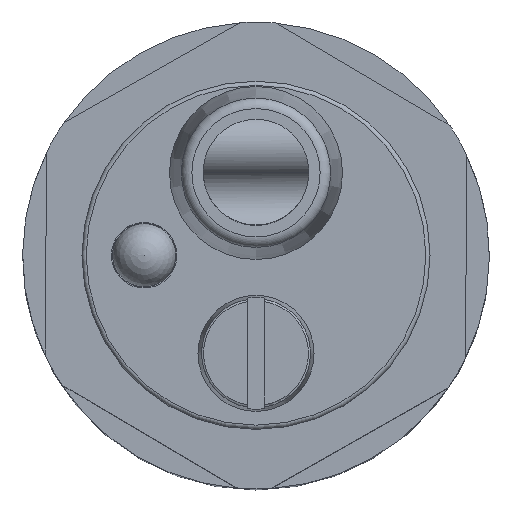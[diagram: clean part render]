
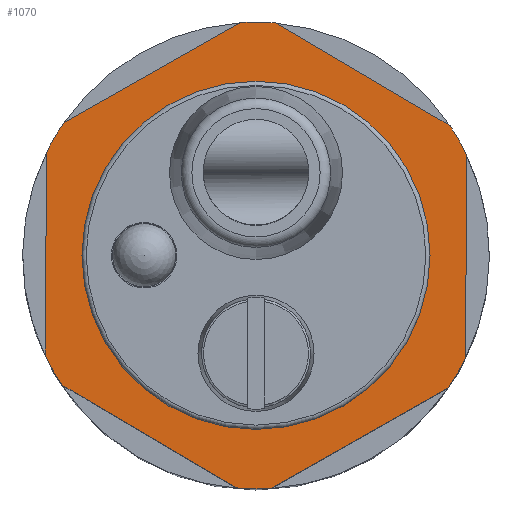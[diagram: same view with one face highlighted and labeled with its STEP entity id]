
A CAD part, top view. The second image highlights one B-rep face of the part: STEP entity #1070.
In plain terms, the highlighted planar face has unit normal (0, 0, 1).
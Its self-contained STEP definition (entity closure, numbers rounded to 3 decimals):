
#19=FACE_BOUND('',#166,.T.);
#101=FACE_OUTER_BOUND('',#165,.T.);
#165=EDGE_LOOP('',(#790,#791,#792,#793,#794,#795,#796,#797,#798,#799,#800,
#801,#802));
#166=EDGE_LOOP('',(#803));
#244=LINE('',#1797,#306);
#245=LINE('',#1798,#307);
#246=LINE('',#1799,#308);
#247=LINE('',#1800,#309);
#248=LINE('',#1801,#310);
#249=LINE('',#1802,#311);
#306=VECTOR('',#1429,10.);
#307=VECTOR('',#1430,10.);
#308=VECTOR('',#1431,10.);
#309=VECTOR('',#1432,10.);
#310=VECTOR('',#1433,10.);
#311=VECTOR('',#1434,10.);
#353=CIRCLE('',#1170,11.06);
#355=CIRCLE('',#1172,11.06);
#357=CIRCLE('',#1174,11.06);
#359=CIRCLE('',#1176,11.06);
#361=CIRCLE('',#1178,11.06);
#363=CIRCLE('',#1180,11.06);
#365=CIRCLE('',#1182,11.06);
#372=CIRCLE('',#1194,8.25);
#430=VERTEX_POINT('',#1726);
#431=VERTEX_POINT('',#1728);
#434=VERTEX_POINT('',#1734);
#435=VERTEX_POINT('',#1736);
#438=VERTEX_POINT('',#1742);
#439=VERTEX_POINT('',#1744);
#442=VERTEX_POINT('',#1750);
#443=VERTEX_POINT('',#1752);
#446=VERTEX_POINT('',#1758);
#447=VERTEX_POINT('',#1760);
#450=VERTEX_POINT('',#1766);
#451=VERTEX_POINT('',#1768);
#454=VERTEX_POINT('',#1774);
#461=VERTEX_POINT('',#1803);
#548=EDGE_CURVE('',#430,#431,#353,.T.);
#552=EDGE_CURVE('',#434,#435,#355,.T.);
#556=EDGE_CURVE('',#438,#439,#357,.T.);
#560=EDGE_CURVE('',#442,#443,#359,.T.);
#564=EDGE_CURVE('',#446,#447,#361,.T.);
#568=EDGE_CURVE('',#450,#451,#363,.T.);
#572=EDGE_CURVE('',#454,#430,#365,.T.);
#582=EDGE_CURVE('',#434,#431,#244,.T.);
#583=EDGE_CURVE('',#454,#451,#245,.T.);
#584=EDGE_CURVE('',#450,#447,#246,.T.);
#585=EDGE_CURVE('',#446,#443,#247,.T.);
#586=EDGE_CURVE('',#442,#439,#248,.T.);
#587=EDGE_CURVE('',#438,#435,#249,.T.);
#588=EDGE_CURVE('',#461,#461,#372,.T.);
#790=ORIENTED_EDGE('',*,*,#582,.T.);
#791=ORIENTED_EDGE('',*,*,#548,.F.);
#792=ORIENTED_EDGE('',*,*,#572,.F.);
#793=ORIENTED_EDGE('',*,*,#583,.T.);
#794=ORIENTED_EDGE('',*,*,#568,.F.);
#795=ORIENTED_EDGE('',*,*,#584,.T.);
#796=ORIENTED_EDGE('',*,*,#564,.F.);
#797=ORIENTED_EDGE('',*,*,#585,.T.);
#798=ORIENTED_EDGE('',*,*,#560,.F.);
#799=ORIENTED_EDGE('',*,*,#586,.T.);
#800=ORIENTED_EDGE('',*,*,#556,.F.);
#801=ORIENTED_EDGE('',*,*,#587,.T.);
#802=ORIENTED_EDGE('',*,*,#552,.F.);
#803=ORIENTED_EDGE('',*,*,#588,.T.);
#959=PLANE('',#1193);
#1070=ADVANCED_FACE('',(#101,#19),#959,.T.);
#1170=AXIS2_PLACEMENT_3D('',#1729,#1366,#1367);
#1172=AXIS2_PLACEMENT_3D('',#1737,#1372,#1373);
#1174=AXIS2_PLACEMENT_3D('',#1745,#1378,#1379);
#1176=AXIS2_PLACEMENT_3D('',#1753,#1384,#1385);
#1178=AXIS2_PLACEMENT_3D('',#1761,#1390,#1391);
#1180=AXIS2_PLACEMENT_3D('',#1769,#1396,#1397);
#1182=AXIS2_PLACEMENT_3D('',#1776,#1402,#1403);
#1193=AXIS2_PLACEMENT_3D('',#1796,#1427,#1428);
#1194=AXIS2_PLACEMENT_3D('',#1804,#1435,#1436);
#1366=DIRECTION('center_axis',(0.,0.,-1.));
#1367=DIRECTION('ref_axis',(1.,0.,0.));
#1372=DIRECTION('center_axis',(0.,0.,-1.));
#1373=DIRECTION('ref_axis',(1.,0.,0.));
#1378=DIRECTION('center_axis',(0.,0.,-1.));
#1379=DIRECTION('ref_axis',(1.,0.,0.));
#1384=DIRECTION('center_axis',(0.,0.,-1.));
#1385=DIRECTION('ref_axis',(1.,0.,0.));
#1390=DIRECTION('center_axis',(0.,0.,-1.));
#1391=DIRECTION('ref_axis',(1.,0.,0.));
#1396=DIRECTION('center_axis',(0.,0.,-1.));
#1397=DIRECTION('ref_axis',(1.,0.,0.));
#1402=DIRECTION('center_axis',(0.,0.,-1.));
#1403=DIRECTION('ref_axis',(1.,0.,0.));
#1427=DIRECTION('center_axis',(0.,0.,1.));
#1428=DIRECTION('ref_axis',(1.,0.,0.));
#1429=DIRECTION('',(0.862,-0.507,0.));
#1430=DIRECTION('',(0.87,0.493,0.));
#1431=DIRECTION('',(0.008,1.,0.));
#1432=DIRECTION('',(-0.862,0.507,0.));
#1433=DIRECTION('',(-0.87,-0.493,0.));
#1434=DIRECTION('',(-0.008,-1.,0.));
#1435=DIRECTION('center_axis',(0.,0.,-1.));
#1436=DIRECTION('ref_axis',(0.,-1.,0.));
#1726=CARTESIAN_POINT('',(0.,-11.06,61.5));
#1728=CARTESIAN_POINT('',(-0.908,-11.023,61.5));
#1729=CARTESIAN_POINT('Origin',(0.,0.,61.5));
#1734=CARTESIAN_POINT('',(-9.196,-6.144,61.5));
#1736=CARTESIAN_POINT('',(-10.,-4.725,61.5));
#1737=CARTESIAN_POINT('Origin',(0.,0.,61.5));
#1742=CARTESIAN_POINT('',(-9.919,4.892,61.5));
#1744=CARTESIAN_POINT('',(-9.092,6.298,61.5));
#1745=CARTESIAN_POINT('Origin',(0.,0.,61.5));
#1750=CARTESIAN_POINT('',(-0.723,11.036,61.5));
#1752=CARTESIAN_POINT('',(0.908,11.023,61.5));
#1753=CARTESIAN_POINT('Origin',(0.,0.,61.5));
#1758=CARTESIAN_POINT('',(9.196,6.144,61.5));
#1760=CARTESIAN_POINT('',(10.,4.725,61.5));
#1761=CARTESIAN_POINT('Origin',(0.,0.,61.5));
#1766=CARTESIAN_POINT('',(9.919,-4.892,61.5));
#1768=CARTESIAN_POINT('',(9.092,-6.298,61.5));
#1769=CARTESIAN_POINT('Origin',(0.,0.,61.5));
#1774=CARTESIAN_POINT('',(0.723,-11.036,61.5));
#1776=CARTESIAN_POINT('Origin',(0.,0.,61.5));
#1796=CARTESIAN_POINT('Origin',(0.,11.06,61.5));
#1797=CARTESIAN_POINT('',(-9.542,-5.941,61.5));
#1798=CARTESIAN_POINT('',(5.186,-8.509,61.5));
#1799=CARTESIAN_POINT('',(9.986,3.042,61.5));
#1800=CARTESIAN_POINT('',(4.707,8.787,61.5));
#1801=CARTESIAN_POINT('',(-0.444,11.194,61.5));
#1802=CARTESIAN_POINT('',(-9.893,8.017,61.5));
#1803=CARTESIAN_POINT('',(0.,8.25,61.5));
#1804=CARTESIAN_POINT('Origin',(0.,0.,61.5));
